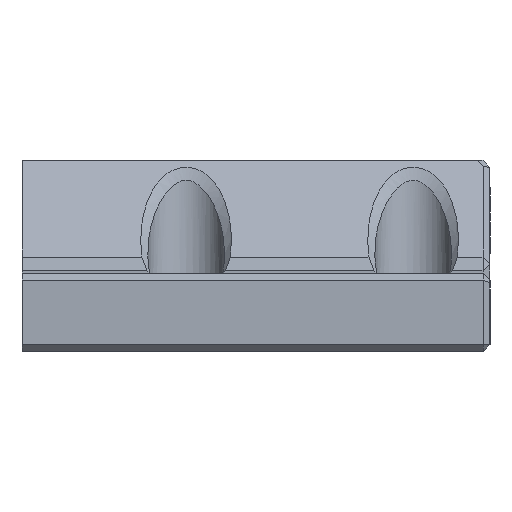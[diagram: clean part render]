
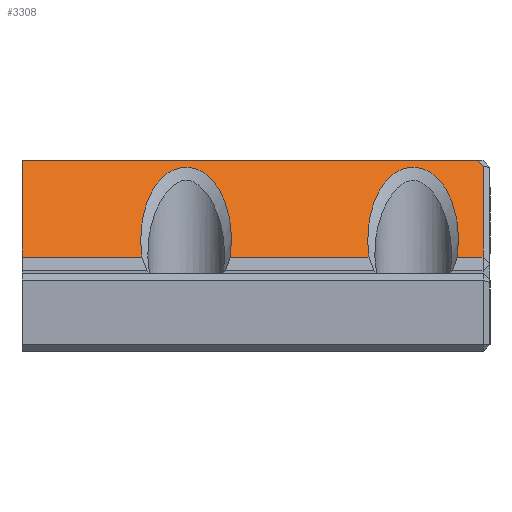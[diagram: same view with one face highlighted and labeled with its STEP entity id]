
A CAD part, left-side view. The second image highlights one B-rep face of the part: STEP entity #3308.
In plain terms, the highlighted planar face has unit normal (-0.866, 0, 0.5).
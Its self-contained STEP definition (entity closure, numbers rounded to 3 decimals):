
#137=B_SPLINE_CURVE_WITH_KNOTS('',3,(#4733,#4734,#4735,#4736,#4737,#4738,
#4739,#4740,#4741,#4742,#4743),.UNSPECIFIED.,.F.,.F.,(4,1,1,1,1,1,1,1,4),
(1.322,1.686,2.268,2.85,3.142,
3.433,4.015,4.597,4.962),
 .UNSPECIFIED.);
#138=B_SPLINE_CURVE_WITH_KNOTS('',3,(#4747,#4748,#4749,#4750,#4751,#4752,
#4753,#4754,#4755,#4756,#4757,#4758),.UNSPECIFIED.,.F.,.F.,(4,1,1,1,1,1,
1,1,1,4),(-4.962,-4.597,-4.015,-3.433,
-3.142,-2.85,-2.559,-2.268,
-1.686,-1.322),.UNSPECIFIED.);
#234=FACE_OUTER_BOUND('',#405,.T.);
#405=EDGE_LOOP('',(#2295,#2296,#2297,#2298,#2299,#2300,#2301,#2302,#2303));
#620=LINE('',#4646,#992);
#649=LINE('',#4729,#1021);
#650=LINE('',#4731,#1022);
#651=LINE('',#4745,#1023);
#652=LINE('',#4760,#1024);
#653=LINE('',#4762,#1025);
#654=LINE('',#4763,#1026);
#992=VECTOR('',#3793,10.);
#1021=VECTOR('',#3832,10.);
#1022=VECTOR('',#3833,10.);
#1023=VECTOR('',#3834,10.);
#1024=VECTOR('',#3835,10.);
#1025=VECTOR('',#3836,10.);
#1026=VECTOR('',#3837,10.);
#1352=VERTEX_POINT('',#4643);
#1353=VERTEX_POINT('',#4645);
#1379=VERTEX_POINT('',#4728);
#1380=VERTEX_POINT('',#4730);
#1381=VERTEX_POINT('',#4732);
#1382=VERTEX_POINT('',#4744);
#1383=VERTEX_POINT('',#4746);
#1384=VERTEX_POINT('',#4759);
#1385=VERTEX_POINT('',#4761);
#1699=EDGE_CURVE('',#1353,#1352,#620,.T.);
#1730=EDGE_CURVE('',#1379,#1352,#649,.T.);
#1731=EDGE_CURVE('',#1380,#1379,#650,.T.);
#1732=EDGE_CURVE('',#1381,#1380,#137,.T.);
#1733=EDGE_CURVE('',#1382,#1381,#651,.T.);
#1734=EDGE_CURVE('',#1383,#1382,#138,.T.);
#1735=EDGE_CURVE('',#1384,#1383,#652,.T.);
#1736=EDGE_CURVE('',#1385,#1384,#653,.T.);
#1737=EDGE_CURVE('',#1385,#1353,#654,.T.);
#2295=ORIENTED_EDGE('',*,*,#1699,.T.);
#2296=ORIENTED_EDGE('',*,*,#1730,.F.);
#2297=ORIENTED_EDGE('',*,*,#1731,.F.);
#2298=ORIENTED_EDGE('',*,*,#1732,.F.);
#2299=ORIENTED_EDGE('',*,*,#1733,.F.);
#2300=ORIENTED_EDGE('',*,*,#1734,.F.);
#2301=ORIENTED_EDGE('',*,*,#1735,.F.);
#2302=ORIENTED_EDGE('',*,*,#1736,.F.);
#2303=ORIENTED_EDGE('',*,*,#1737,.T.);
#3178=PLANE('',#3505);
#3308=ADVANCED_FACE('',(#234),#3178,.T.);
#3505=AXIS2_PLACEMENT_3D('',#4727,#3830,#3831);
#3793=DIRECTION('',(0.,1.,0.));
#3830=DIRECTION('center_axis',(-0.866,0.,
0.5));
#3831=DIRECTION('ref_axis',(0.5,0.,0.866));
#3832=DIRECTION('',(0.5,0.,0.866));
#3833=DIRECTION('',(0.,1.,0.));
#3834=DIRECTION('',(0.,1.,0.));
#3835=DIRECTION('',(0.,1.,0.));
#3836=DIRECTION('',(-0.5,0.,-0.866));
#3837=DIRECTION('',(0.397,0.607,0.688));
#4643=CARTESIAN_POINT('',(-3.371,13.2,10.953));
#4645=CARTESIAN_POINT('',(-3.371,-12.895,10.953));
#4646=CARTESIAN_POINT('',(-3.371,-13.6,10.953));
#4727=CARTESIAN_POINT('Origin',(-7.097,-13.6,4.5));
#4728=CARTESIAN_POINT('',(-6.568,13.2,5.416));
#4729=CARTESIAN_POINT('',(-3.371,13.2,10.953));
#4730=CARTESIAN_POINT('',(-6.568,6.329,5.416));
#4731=CARTESIAN_POINT('',(-6.568,-13.6,5.416));
#4732=CARTESIAN_POINT('',(-6.568,1.271,5.416));
#4733=CARTESIAN_POINT('Ctrl Pts',(-6.567,1.271,5.417));
#4734=CARTESIAN_POINT('Ctrl Pts',(-6.295,1.202,5.888));
#4735=CARTESIAN_POINT('Ctrl Pts',(-5.56,1.15,7.162));
#4736=CARTESIAN_POINT('Ctrl Pts',(-4.436,1.637,9.109));
#4737=CARTESIAN_POINT('Ctrl Pts',(-3.735,2.644,10.323));
#4738=CARTESIAN_POINT('Ctrl Pts',(-3.554,3.8,10.636));
#4739=CARTESIAN_POINT('Ctrl Pts',(-3.736,4.954,10.321));
#4740=CARTESIAN_POINT('Ctrl Pts',(-4.436,5.964,9.11));
#4741=CARTESIAN_POINT('Ctrl Pts',(-5.56,6.45,7.162));
#4742=CARTESIAN_POINT('Ctrl Pts',(-6.295,6.398,5.888));
#4743=CARTESIAN_POINT('Ctrl Pts',(-6.567,6.329,5.417));
#4744=CARTESIAN_POINT('',(-6.568,-6.671,5.416));
#4745=CARTESIAN_POINT('',(-6.568,-13.6,5.416));
#4746=CARTESIAN_POINT('',(-6.568,-11.729,5.416));
#4747=CARTESIAN_POINT('Ctrl Pts',(-6.567,-11.729,5.417));
#4748=CARTESIAN_POINT('Ctrl Pts',(-6.295,-11.798,5.888));
#4749=CARTESIAN_POINT('Ctrl Pts',(-5.56,-11.849,7.162));
#4750=CARTESIAN_POINT('Ctrl Pts',(-4.436,-11.364,9.108));
#4751=CARTESIAN_POINT('Ctrl Pts',(-3.734,-10.355,10.324));
#4752=CARTESIAN_POINT('Ctrl Pts',(-3.555,-9.201,10.635));
#4753=CARTESIAN_POINT('Ctrl Pts',(-3.689,-8.331,10.403));
#4754=CARTESIAN_POINT('Ctrl Pts',(-4.018,-7.646,9.834));
#4755=CARTESIAN_POINT('Ctrl Pts',(-4.648,-6.94,8.741));
#4756=CARTESIAN_POINT('Ctrl Pts',(-5.561,-6.552,7.16));
#4757=CARTESIAN_POINT('Ctrl Pts',(-6.296,-6.603,5.888));
#4758=CARTESIAN_POINT('Ctrl Pts',(-6.568,-6.672,5.417));
#4759=CARTESIAN_POINT('',(-6.568,-13.2,5.416));
#4760=CARTESIAN_POINT('',(-6.568,-13.6,5.416));
#4761=CARTESIAN_POINT('',(-3.571,-13.2,10.607));
#4762=CARTESIAN_POINT('',(-8.222,-13.2,2.552));
#4763=CARTESIAN_POINT('',(-4.754,-15.007,8.557));
